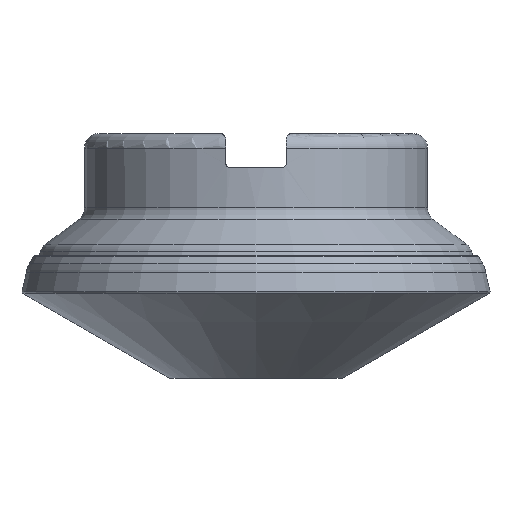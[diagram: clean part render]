
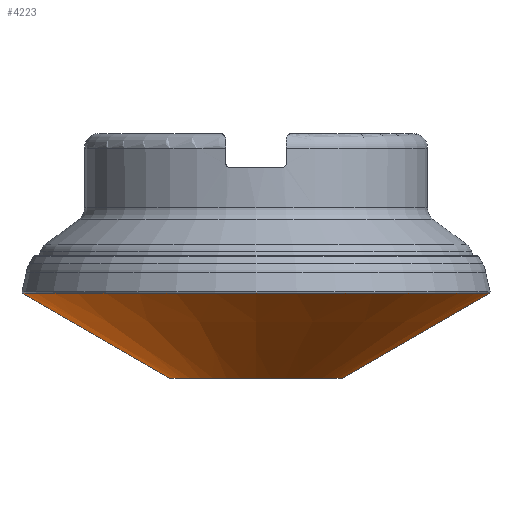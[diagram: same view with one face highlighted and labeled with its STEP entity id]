
A CAD part, left-side view. The second image highlights one B-rep face of the part: STEP entity #4223.
In plain terms, the highlighted conical face has half-angle 60 degrees and reference radius 32.597 mm.
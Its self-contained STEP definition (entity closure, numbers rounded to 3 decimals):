
#3155=CARTESIAN_POINT('',(0.,47.61,32.616));
#3191=CARTESIAN_POINT('',(0.,-47.61,32.616));
#3204=DIRECTION('',(0.,-0.866,0.5));
#3205=VECTOR('',#3204,34.67);
#3206=CARTESIAN_POINT('',(0.,47.61,32.616));
#3207=LINE('',#3206,#3205);
#3211=DIRECTION('',(0.,0.866,0.5));
#3212=VECTOR('',#3211,34.67);
#3213=CARTESIAN_POINT('',(0.,-47.61,32.616));
#3214=LINE('',#3213,#3212);
#3226=CARTESIAN_POINT('',(0.,0.,32.616));
#3227=DIRECTION('',(0.,0.,-1.));
#3228=DIRECTION('',(0.,1.,0.));
#3229=AXIS2_PLACEMENT_3D('',#3226,#3227,#3228);
#3234=CARTESIAN_POINT('',(0.,0.,49.951));
#3235=DIRECTION('',(0.,0.,-1.));
#3236=DIRECTION('',(0.,1.,0.));
#3237=AXIS2_PLACEMENT_3D('',#3234,#3235,#3236);
#3594=VERTEX_POINT('',#3155);
#3595=CARTESIAN_POINT('',(0.,17.585,49.951));
#3596=VERTEX_POINT('',#3595);
#3608=VERTEX_POINT('',#3191);
#3609=CARTESIAN_POINT('',(0.,-17.585,49.951));
#3610=VERTEX_POINT('',#3609);
#4211=CARTESIAN_POINT('',(0.,0.,41.283));
#4212=DIRECTION('',(0.,0.,-1.));
#4213=DIRECTION('',(0.,-1.,0.));
#4214=AXIS2_PLACEMENT_3D('',#4211,#4212,#4213);
#4215=CONICAL_SURFACE('',#4214,32.598,60.);
#4216=ORIENTED_EDGE('',*,*,#4201,.F.);
#4217=ORIENTED_EDGE('',*,*,#4146,.T.);
#4218=ORIENTED_EDGE('',*,*,#4205,.T.);
#4220=ORIENTED_EDGE('',*,*,#4219,.F.);
#4221=EDGE_LOOP('',(#4216,#4217,#4218,#4220));
#4222=FACE_OUTER_BOUND('',#4221,.F.);
#4223=ADVANCED_FACE('',(#4222),#4215,.T.);
#3230=CIRCLE('',#3229,47.61);
#3238=CIRCLE('',#3237,17.585);
#4146=EDGE_CURVE('',#3594,#3608,#3230,.T.);
#4201=EDGE_CURVE('',#3594,#3596,#3207,.T.);
#4205=EDGE_CURVE('',#3608,#3610,#3214,.T.);
#4219=EDGE_CURVE('',#3596,#3610,#3238,.T.);
